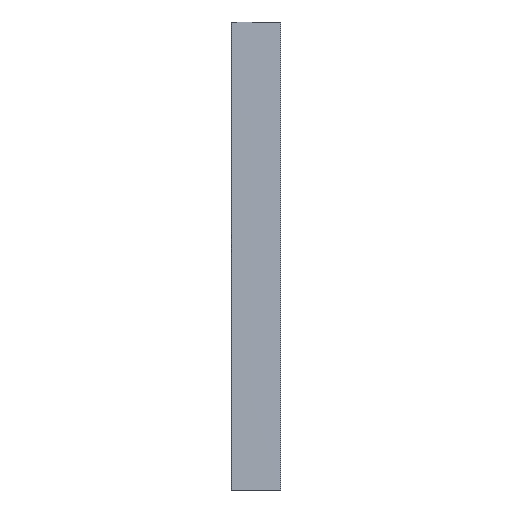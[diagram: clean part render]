
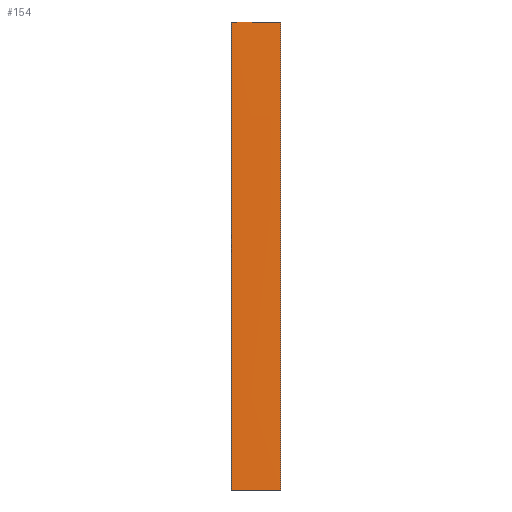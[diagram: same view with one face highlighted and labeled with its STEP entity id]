
A CAD part, front view. The second image highlights one B-rep face of the part: STEP entity #154.
In plain terms, the highlighted face is a extrusion surface.
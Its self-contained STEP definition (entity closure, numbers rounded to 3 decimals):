
#91=CARTESIAN_POINT('Vertex',(423.635,-24.526,742.)) ;
#94=CARTESIAN_POINT('Line Origine',(423.635,-24.526,371.)) ;
#98=CARTESIAN_POINT('Vertex',(423.635,-24.526,0.)) ;
#114=CARTESIAN_POINT('Control Point',(423.635,-24.526,0.)) ;
#115=CARTESIAN_POINT('Control Point',(408.103,-27.672,0.)) ;
#116=CARTESIAN_POINT('Control Point',(392.499,-30.718,0.)) ;
#117=CARTESIAN_POINT('Control Point',(376.899,-33.626,0.)) ;
#118=CARTESIAN_POINT('Control Point',(361.366,-36.364,0.)) ;
#119=CARTESIAN_POINT('Control Point',(345.955,-38.906,0.)) ;
#124=CARTESIAN_POINT('Control Point',(423.635,-24.526,742.)) ;
#125=CARTESIAN_POINT('Control Point',(408.103,-27.672,742.)) ;
#126=CARTESIAN_POINT('Control Point',(392.499,-30.718,742.)) ;
#127=CARTESIAN_POINT('Control Point',(376.899,-33.626,742.)) ;
#128=CARTESIAN_POINT('Control Point',(361.366,-36.364,742.)) ;
#129=CARTESIAN_POINT('Control Point',(345.955,-38.906,742.)) ;
#130=CARTESIAN_POINT('Vertex',(345.955,-38.906,742.)) ;
#133=CARTESIAN_POINT('Line Origine',(345.955,-38.906,371.)) ;
#137=CARTESIAN_POINT('Vertex',(345.955,-38.906,0.)) ;
#141=CARTESIAN_POINT('Control Point',(423.635,-24.526,0.)) ;
#142=CARTESIAN_POINT('Control Point',(408.103,-27.672,0.)) ;
#143=CARTESIAN_POINT('Control Point',(392.499,-30.718,0.)) ;
#144=CARTESIAN_POINT('Control Point',(376.899,-33.626,0.)) ;
#145=CARTESIAN_POINT('Control Point',(361.366,-36.364,0.)) ;
#146=CARTESIAN_POINT('Control Point',(345.955,-38.906,0.)) ;
#96=VECTOR('Line Direction',#95,1.) ;
#121=VECTOR('Extrusion Surface Vector',#120,1.) ;
#135=VECTOR('Line Direction',#134,1.) ;
#95=DIRECTION('Vector Direction',(0.,0.,1.)) ;
#120=DIRECTION('Vector Direction',(0.,0.,1.)) ;
#134=DIRECTION('Vector Direction',(0.,0.,1.)) ;
#97=LINE('Line',#94,#96) ;
#136=LINE('Line',#133,#135) ;
#100=EDGE_CURVE('',#99,#92,#97,.T.) ;
#132=EDGE_CURVE('',#92,#131,#123,.T.) ;
#139=EDGE_CURVE('',#138,#131,#136,.T.) ;
#147=EDGE_CURVE('',#99,#138,#140,.T.) ;
#149=ORIENTED_EDGE('',*,*,#132,.T.) ;
#150=ORIENTED_EDGE('',*,*,#139,.F.) ;
#151=ORIENTED_EDGE('',*,*,#147,.F.) ;
#152=ORIENTED_EDGE('',*,*,#100,.T.) ;
#148=EDGE_LOOP('',(#149,#150,#151,#152)) ;
#92=VERTEX_POINT('',#91) ;
#99=VERTEX_POINT('',#98) ;
#131=VERTEX_POINT('',#130) ;
#138=VERTEX_POINT('',#137) ;
#154=ADVANCED_FACE('PartBody',(#153),#122,.F.) ;
#113=B_SPLINE_CURVE_WITH_KNOTS('',5,(#114,#115,#116,#117,#118,#119),.UNSPECIFIED.,.F.,.U.,(6,6),(0.,79.006),.UNSPECIFIED.) ;
#123=B_SPLINE_CURVE_WITH_KNOTS('',5,(#124,#125,#126,#127,#128,#129),.UNSPECIFIED.,.F.,.U.,(6,6),(500000.152,500000.257),.UNSPECIFIED.) ;
#140=B_SPLINE_CURVE_WITH_KNOTS('',5,(#141,#142,#143,#144,#145,#146),.UNSPECIFIED.,.F.,.U.,(6,6),(500000.152,500000.257),.UNSPECIFIED.) ;
#153=FACE_OUTER_BOUND('',#148,.T.) ;
#122=SURFACE_OF_LINEAR_EXTRUSION('generated tabulated cylinder',#113,#121) ;
